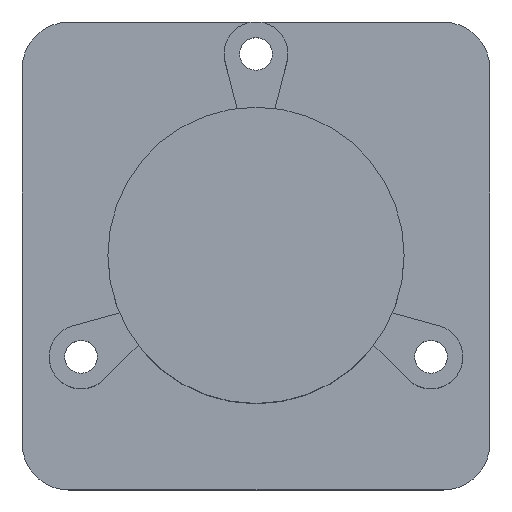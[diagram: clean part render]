
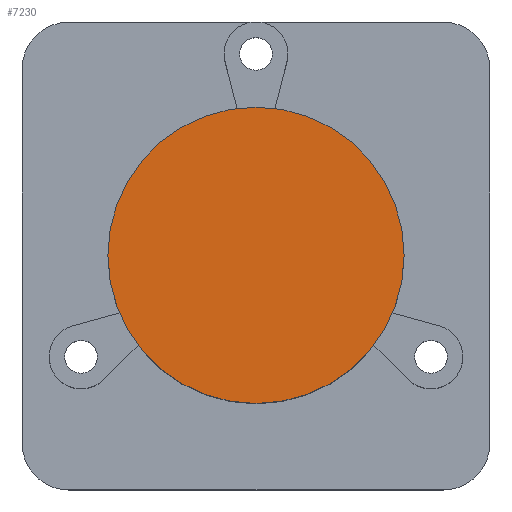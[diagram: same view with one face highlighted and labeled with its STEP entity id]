
A CAD part, top view. The second image highlights one B-rep face of the part: STEP entity #7230.
In plain terms, the highlighted planar face has unit normal (0, 0, 1).
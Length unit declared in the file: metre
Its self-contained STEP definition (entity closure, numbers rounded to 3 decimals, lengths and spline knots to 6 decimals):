
#1359=ORIENTED_EDGE('',*,*,#3546,.T.);
#3546=EDGE_CURVE('',#4642,#4642,#5396,.T.);
#4642=VERTEX_POINT('',#11120);
#5396=CIRCLE('',#7775,0.0095);
#5907=EDGE_LOOP('',(#1359));
#6469=FACE_BOUND('',#5907,.T.);
#7025=PLANE('',#7778);
#7230=ADVANCED_FACE('',(#6469),#7025,.T.);
#7775=AXIS2_PLACEMENT_3D('',#11119,#8726,#8727);
#7778=AXIS2_PLACEMENT_3D('',#11124,#8732,#8733);
#8726=DIRECTION('',(0.,0.,1.));
#8727=DIRECTION('',(1.,0.,0.));
#8732=DIRECTION('',(0.,0.,1.));
#8733=DIRECTION('',(1.,0.,0.));
#11119=CARTESIAN_POINT('',(0.,0.,0.0275));
#11120=CARTESIAN_POINT('',(0.0095,0.,0.0275));
#11124=CARTESIAN_POINT('',(0.,0.,0.0275));
